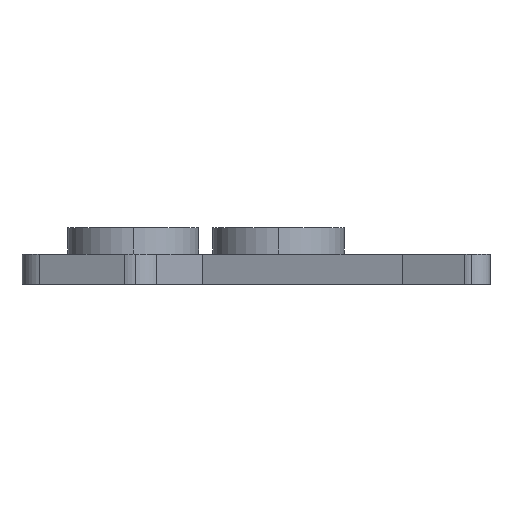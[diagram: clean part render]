
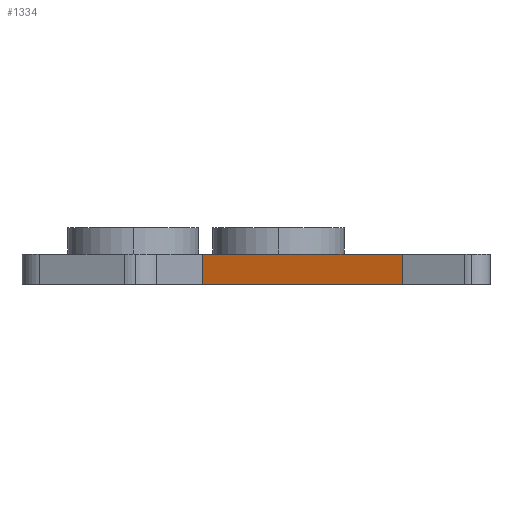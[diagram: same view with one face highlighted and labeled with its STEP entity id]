
A CAD part, left-side view. The second image highlights one B-rep face of the part: STEP entity #1334.
In plain terms, the highlighted planar face has unit normal (-0.383, -0.924, 0).
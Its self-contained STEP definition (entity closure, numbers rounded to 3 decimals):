
#53 = LINE ( 'NONE', #1393, #671 ) ;
#91 = CARTESIAN_POINT ( 'NONE',  ( -5.74, -3.034, 1.6 ) ) ;
#245 = ORIENTED_EDGE ( 'NONE', *, *, #448, .F. ) ;
#283 = DIRECTION ( 'NONE',  ( 0.383, 0.924, 0. ) ) ;
#312 = ORIENTED_EDGE ( 'NONE', *, *, #834, .T. ) ;
#448 = EDGE_CURVE ( 'NONE', #614, #1439, #1271, .T. ) ;
#453 = EDGE_CURVE ( 'NONE', #1439, #1269, #53, .T. ) ;
#461 = VECTOR ( 'NONE', #1459, 1000. ) ;
#614 = VERTEX_POINT ( 'NONE', #651 ) ;
#620 = CARTESIAN_POINT ( 'NONE',  ( -5.74, -3.034, 0. ) ) ;
#651 = CARTESIAN_POINT ( 'NONE',  ( -31.147, 7.49, 1.6 ) ) ;
#671 = VECTOR ( 'NONE', #1517, 1000. ) ;
#768 = LINE ( 'NONE', #620, #461 ) ;
#786 = DIRECTION ( 'NONE',  ( 0.924, -0.383, 0. ) ) ;
#789 = DIRECTION ( 'NONE',  ( 0., 0., -1. ) ) ;
#834 = EDGE_CURVE ( 'NONE', #614, #1515, #1526, .T. ) ;
#876 = VECTOR ( 'NONE', #789, 1000. ) ;
#918 = ORIENTED_EDGE ( 'NONE', *, *, #1026, .T. ) ;
#936 = VECTOR ( 'NONE', #786, 1000. ) ;
#948 = CARTESIAN_POINT ( 'NONE',  ( -31.147, 7.49, 0. ) ) ;
#970 = CARTESIAN_POINT ( 'NONE',  ( -5.74, -3.034, 1.6 ) ) ;
#1006 = ORIENTED_EDGE ( 'NONE', *, *, #453, .F. ) ;
#1026 = EDGE_CURVE ( 'NONE', #1515, #1269, #768, .T. ) ;
#1057 = AXIS2_PLACEMENT_3D ( 'NONE', #970, #283, #1097 ) ;
#1092 = PLANE ( 'NONE',  #1057 ) ;
#1097 = DIRECTION ( 'NONE',  ( -0.924, 0.383, 0. ) ) ;
#1269 = VERTEX_POINT ( 'NONE', #1328 ) ;
#1271 = LINE ( 'NONE', #1274, #936 ) ;
#1274 = CARTESIAN_POINT ( 'NONE',  ( -5.74, -3.034, 1.6 ) ) ;
#1328 = CARTESIAN_POINT ( 'NONE',  ( -5.74, -3.034, 0. ) ) ;
#1334 = ADVANCED_FACE ( 'NONE', ( #1486 ), #1092, .F. ) ;
#1393 = CARTESIAN_POINT ( 'NONE',  ( -5.74, -3.034, 1.6 ) ) ;
#1398 = CARTESIAN_POINT ( 'NONE',  ( -31.147, 7.49, 1.6 ) ) ;
#1439 = VERTEX_POINT ( 'NONE', #91 ) ;
#1459 = DIRECTION ( 'NONE',  ( 0.924, -0.383, 0. ) ) ;
#1486 = FACE_OUTER_BOUND ( 'NONE', #1495, .T. ) ;
#1495 = EDGE_LOOP ( 'NONE', ( #918, #1006, #245, #312 ) ) ;
#1515 = VERTEX_POINT ( 'NONE', #948 ) ;
#1517 = DIRECTION ( 'NONE',  ( 0., 0., -1. ) ) ;
#1526 = LINE ( 'NONE', #1398, #876 ) ;
